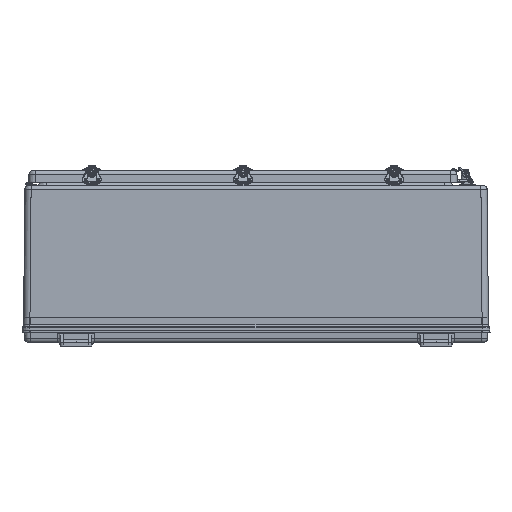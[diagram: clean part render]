
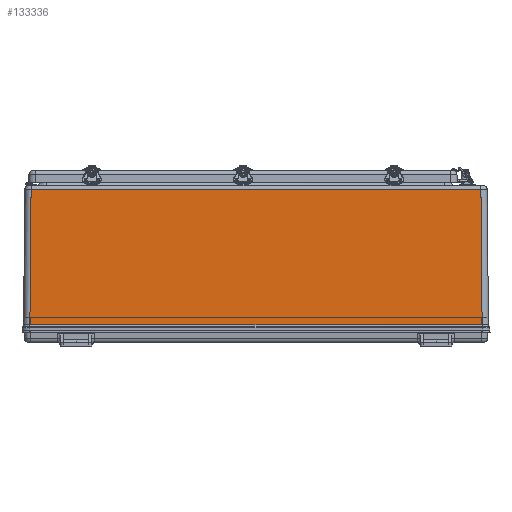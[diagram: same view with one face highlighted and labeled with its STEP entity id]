
A CAD part, front view. The second image highlights one B-rep face of the part: STEP entity #133336.
In plain terms, the highlighted planar face has unit normal (0, -1, 0.009).
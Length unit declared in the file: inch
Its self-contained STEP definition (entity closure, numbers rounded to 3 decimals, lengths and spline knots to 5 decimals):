
#2255 = EDGE_CURVE ( 'NONE', #152072, #50264, #91450, .T. ) ;
#3883 = VERTEX_POINT ( 'NONE', #129453 ) ;
#6636 = EDGE_LOOP ( 'NONE', ( #73465, #152514, #36603, #14038, #142053, #115348 ) ) ;
#6959 = CARTESIAN_POINT ( 'NONE',  ( 17.90625, -24.46884, -0.01078 ) ) ;
#10363 = EDGE_CURVE ( 'NONE', #52393, #3883, #140724, .T. ) ;
#10629 = VECTOR ( 'NONE', #165931, 39.37008 ) ;
#11754 = EDGE_CURVE ( 'NONE', #152072, #143904, #16544, .T. ) ;
#12125 = VECTOR ( 'NONE', #133884, 39.37008 ) ;
#14038 = ORIENTED_EDGE ( 'NONE', *, *, #60704, .F. ) ;
#16253 = CARTESIAN_POINT ( 'NONE',  ( 17.90491, -24.46739, 0.15624 ) ) ;
#16544 = LINE ( 'NONE', #137770, #10629 ) ;
#25388 = DIRECTION ( 'NONE',  ( -0.009, -0.009, -1. ) ) ;
#29198 = DIRECTION ( 'NONE',  ( 0.009, -0.009, -1. ) ) ;
#30596 = CARTESIAN_POINT ( 'NONE',  ( 17.90625, -24.4688, -0.00539 ) ) ;
#33863 = CARTESIAN_POINT ( 'NONE',  ( 17.90626, -24.46875, 0. ) ) ;
#36603 = ORIENTED_EDGE ( 'NONE', *, *, #11754, .T. ) ;
#37077 = CARTESIAN_POINT ( 'NONE',  ( -18.40625, -24.46875, 0. ) ) ;
#38239 = CARTESIAN_POINT ( 'NONE',  ( -17.90626, -24.46875, 0. ) ) ;
#39860 = EDGE_CURVE ( 'NONE', #3883, #50264, #124686, .T. ) ;
#41269 = FACE_OUTER_BOUND ( 'NONE', #6636, .T. ) ;
#50054 = DIRECTION ( 'NONE',  ( 0., -0.009, -1. ) ) ;
#50264 = VERTEX_POINT ( 'NONE', #38239 ) ;
#52393 = VERTEX_POINT ( 'NONE', #79919 ) ;
#60704 = EDGE_CURVE ( 'NONE', #163122, #143904, #149191, .T. ) ;
#63185 = AXIS2_PLACEMENT_3D ( 'NONE', #37077, #127318, #50054 ) ;
#70159 = VECTOR ( 'NONE', #25388, 39.37008 ) ;
#73465 = ORIENTED_EDGE ( 'NONE', *, *, #39860, .T. ) ;
#75924 = CARTESIAN_POINT ( 'NONE',  ( -17.90625, -24.46884, -0.01078 ) ) ;
#79919 = CARTESIAN_POINT ( 'NONE',  ( 17.81296, -24.37544, 10.69171 ) ) ;
#87441 = VECTOR ( 'NONE', #122525, 39.37008 ) ;
#91450 = LINE ( 'NONE', #136004, #87441 ) ;
#102307 = CARTESIAN_POINT ( 'NONE',  ( -18.40625, -24.37544, 10.69171 ) ) ;
#112600 = VECTOR ( 'NONE', #29198, 39.37008 ) ;
#114320 = PLANE ( 'NONE',  #63185 ) ;
#115053 = CARTESIAN_POINT ( 'NONE',  ( -17.81296, -24.37544, 10.69171 ) ) ;
#115277 = DIRECTION ( 'NONE',  ( -1., 0., 0. ) ) ;
#115348 = ORIENTED_EDGE ( 'NONE', *, *, #10363, .T. ) ;
#122525 = DIRECTION ( 'NONE',  ( 0., 0.009, 1. ) ) ;
#124686 = LINE ( 'NONE', #115053, #70159 ) ;
#127318 = DIRECTION ( 'NONE',  ( 0., -1., 0.009 ) ) ;
#129453 = CARTESIAN_POINT ( 'NONE',  ( -17.81296, -24.37544, 10.69171 ) ) ;
#133336 = ADVANCED_FACE ( 'NONE', ( #41269 ), #114320, .T. ) ;
#133884 = DIRECTION ( 'NONE',  ( 0., -0.009, -1. ) ) ;
#136004 = CARTESIAN_POINT ( 'NONE',  ( -17.90625, -24.4688, -0.00539 ) ) ;
#137770 = CARTESIAN_POINT ( 'NONE',  ( -18.40625, -24.46884, -0.01078 ) ) ;
#140724 = LINE ( 'NONE', #102307, #162854 ) ;
#142053 = ORIENTED_EDGE ( 'NONE', *, *, #157378, .F. ) ;
#143904 = VERTEX_POINT ( 'NONE', #6959 ) ;
#146874 = LINE ( 'NONE', #16253, #112600 ) ;
#149191 = LINE ( 'NONE', #30596, #12125 ) ;
#152072 = VERTEX_POINT ( 'NONE', #75924 ) ;
#152514 = ORIENTED_EDGE ( 'NONE', *, *, #2255, .F. ) ;
#157378 = EDGE_CURVE ( 'NONE', #52393, #163122, #146874, .T. ) ;
#162854 = VECTOR ( 'NONE', #115277, 39.37008 ) ;
#163122 = VERTEX_POINT ( 'NONE', #33863 ) ;
#165931 = DIRECTION ( 'NONE',  ( 1., 0., 0. ) ) ;
